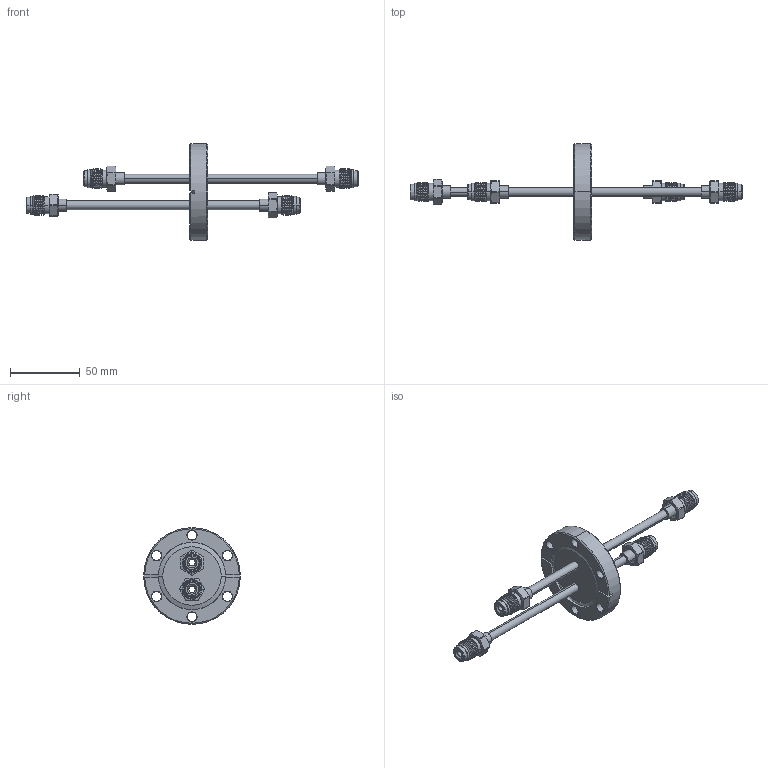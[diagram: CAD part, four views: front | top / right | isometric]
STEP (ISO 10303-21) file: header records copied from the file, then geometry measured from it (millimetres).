
FILE_DESCRIPTION (( 'STEP AP214' ), '1' );
FILE_NAME ('610005.STEP', '2009-06-24T20:16:17', ( 'MIS' ), ( '' ), 'SwSTEP 2.0', 'SolidWorks 2009', '' );
FILE_SCHEMA (( 'AUTOMOTIVE_DESIGN' ));
Length unit declared in the file: inch
Products named in the file (5): 0775301A; 610005; 0699524; 0776301B; 0774601E
Assembly tree (11 placements, depth 2):
  610005
    0774601E  x4
    0775301A  x4
    0699524  x2
    0776301B
Bounding box: 238.25 x 69.34 x 69.34 mm (x, y, z)
Volume: 59468.3 mm3; surface area: 35797 mm2
Topology: 11 solids, 11 shells, 367 faces, 893 edges, 568 vertices
Faces by surface type: cylinder 172, plane 80, cone 67, torus 40, bspline 8
Entity records: 6174 total; most frequent: CARTESIAN_POINT 2514, DIRECTION 737, ORIENTED_EDGE 710, EDGE_CURVE 355, AXIS2_PLACEMENT_3D 307, VERTEX_POINT 224, EDGE_LOOP 173, CIRCLE 150
